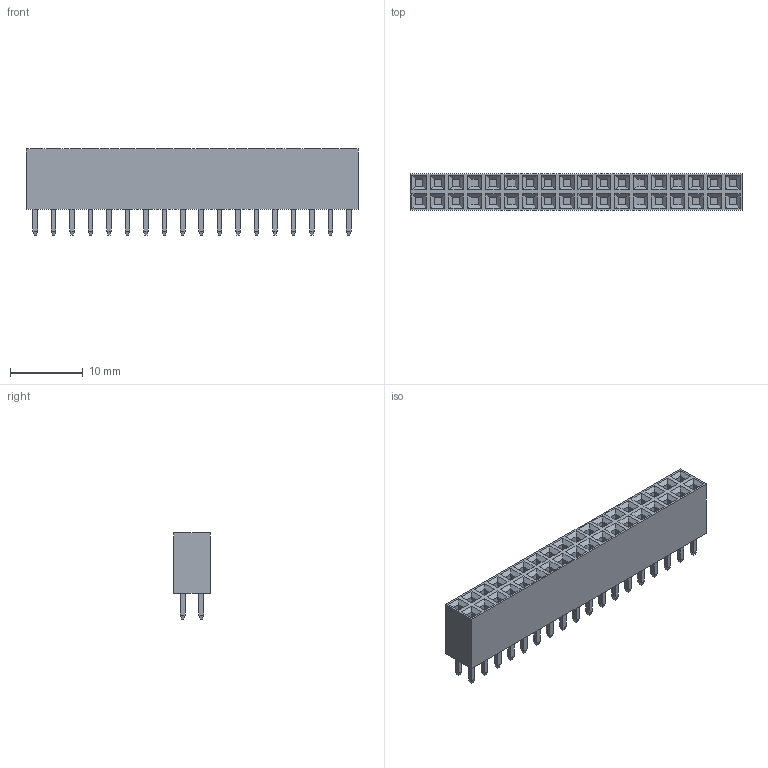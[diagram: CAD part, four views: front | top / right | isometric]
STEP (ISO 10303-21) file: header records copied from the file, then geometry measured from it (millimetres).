
FILE_DESCRIPTION(('FreeCAD Model'),'2;1');
FILE_NAME('2x18-female-pin-header.step', '2014-12-21T21:17:48',('FreeCAD'),('FreeCAD'), 'Open CASCADE STEP processor 6.7','FreeCAD','Unknown');
FILE_SCHEMA(('AUTOMOTIVE_DESIGN_CC2 { 1 2 10303 214 -1 1 5 4 }'));
Length unit declared in the file: millimetre
Products named in the file (1): 2x18-female-pin-header
Bounding box: 45.72 x 5.08 x 11.85 mm (x, y, z)
Volume: 1808.7 mm3; surface area: 2190.8 mm2
Topology: 37 solids, 37 shells, 690 faces, 1452 edges, 872 vertices
Faces by surface type: plane 402, bspline 288
Entity records: 40867 total; most frequent: CARTESIAN_POINT 7791, DIRECTION 4442, LINE 3636, VECTOR 3636, ORIENTED_EDGE 2904, PCURVE 2904, DEFINITIONAL_REPRESENTATION 2904, EDGE_CURVE 1452
